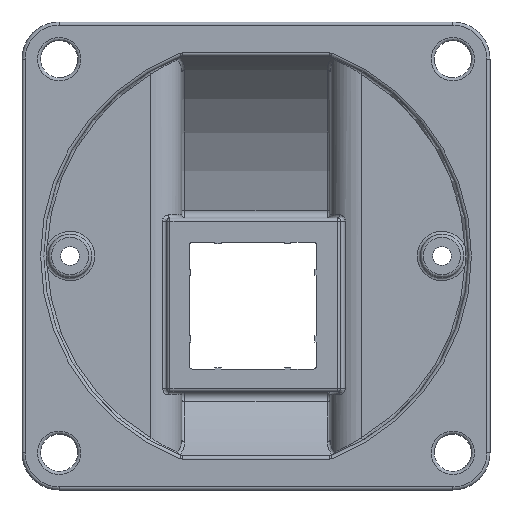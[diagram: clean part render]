
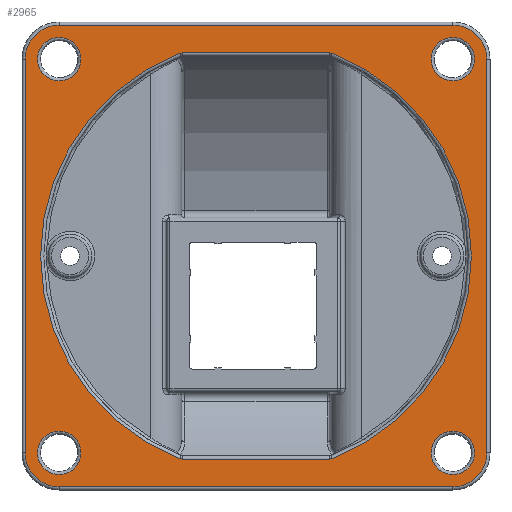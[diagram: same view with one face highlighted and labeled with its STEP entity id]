
A CAD part, front view. The second image highlights one B-rep face of the part: STEP entity #2965.
In plain terms, the highlighted planar face has unit normal (0, -1, 0).
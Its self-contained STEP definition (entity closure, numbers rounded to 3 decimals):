
#2750=CARTESIAN_POINT('',(70.5,0.0,63.5));
#2751=VERTEX_POINT('',#2750);
#2752=CARTESIAN_POINT('',(63.5,0.0,63.5));
#2753=DIRECTION('',(0.0,-1.0,0.0));
#2754=DIRECTION('',(-1.0,0.0,0.0));
#2755=AXIS2_PLACEMENT_3D('',#2752,#2753,#2754);
#2756=CIRCLE('',#2755,7.);
#2757=EDGE_CURVE('',#2751,#2751,#2756,.T.);
#2782=CARTESIAN_POINT('',(0.0,0.0,0.0));
#2783=DIRECTION('',(0.0,1.0,0.0));
#2784=DIRECTION('',(0.0,0.0,1.0));
#2785=AXIS2_PLACEMENT_3D('',#2782,#2783,#2784);
#2786=PLANE('',#2785);
#2787=CARTESIAN_POINT('',(74.5,0.0,-63.5));
#2788=VERTEX_POINT('',#2787);
#2789=CARTESIAN_POINT('',(63.5,0.0,-74.5));
#2790=VERTEX_POINT('',#2789);
#2791=CARTESIAN_POINT('',(63.5,0.0,-63.5));
#2792=DIRECTION('',(0.0,1.0,0.0));
#2793=DIRECTION('',(0.707,0.0,-0.707));
#2794=AXIS2_PLACEMENT_3D('',#2791,#2792,#2793);
#2795=CIRCLE('',#2794,11.0);
#2796=EDGE_CURVE('',#2788,#2790,#2795,.T.);
#2797=ORIENTED_EDGE('',*,*,#2796,.F.);
#2798=CARTESIAN_POINT('',(74.5,0.0,63.5));
#2799=VERTEX_POINT('',#2798);
#2800=CARTESIAN_POINT('',(74.5,0.0,63.5));
#2801=DIRECTION('',(0.0,0.0,-1.0));
#2802=VECTOR('',#2801,127.);
#2803=LINE('',#2800,#2802);
#2804=EDGE_CURVE('',#2799,#2788,#2803,.T.);
#2805=ORIENTED_EDGE('',*,*,#2804,.F.);
#2806=CARTESIAN_POINT('',(63.5,0.0,74.5));
#2807=VERTEX_POINT('',#2806);
#2808=CARTESIAN_POINT('',(63.5,0.0,63.5));
#2809=DIRECTION('',(0.0,1.0,0.0));
#2810=DIRECTION('',(0.707,0.0,0.707));
#2811=AXIS2_PLACEMENT_3D('',#2808,#2809,#2810);
#2812=CIRCLE('',#2811,11.0);
#2813=EDGE_CURVE('',#2807,#2799,#2812,.T.);
#2814=ORIENTED_EDGE('',*,*,#2813,.F.);
#2815=CARTESIAN_POINT('',(-63.5,0.0,74.5));
#2816=VERTEX_POINT('',#2815);
#2817=CARTESIAN_POINT('',(-63.5,0.0,74.5));
#2818=DIRECTION('',(1.0,0.0,0.0));
#2819=VECTOR('',#2818,127.);
#2820=LINE('',#2817,#2819);
#2821=EDGE_CURVE('',#2816,#2807,#2820,.T.);
#2822=ORIENTED_EDGE('',*,*,#2821,.F.);
#2823=CARTESIAN_POINT('',(-74.5,0.0,63.5));
#2824=VERTEX_POINT('',#2823);
#2825=CARTESIAN_POINT('',(-63.5,0.0,63.5));
#2826=DIRECTION('',(0.0,1.0,0.0));
#2827=DIRECTION('',(-0.707,0.0,0.707));
#2828=AXIS2_PLACEMENT_3D('',#2825,#2826,#2827);
#2829=CIRCLE('',#2828,11.0);
#2830=EDGE_CURVE('',#2824,#2816,#2829,.T.);
#2831=ORIENTED_EDGE('',*,*,#2830,.F.);
#2832=CARTESIAN_POINT('',(-74.5,0.0,-63.5));
#2833=VERTEX_POINT('',#2832);
#2834=CARTESIAN_POINT('',(-74.5,0.0,-63.5));
#2835=DIRECTION('',(0.0,0.0,1.0));
#2836=VECTOR('',#2835,127.);
#2837=LINE('',#2834,#2836);
#2838=EDGE_CURVE('',#2833,#2824,#2837,.T.);
#2839=ORIENTED_EDGE('',*,*,#2838,.F.);
#2840=CARTESIAN_POINT('',(-63.5,0.0,-74.5));
#2841=VERTEX_POINT('',#2840);
#2842=CARTESIAN_POINT('',(-63.5,0.0,-63.5));
#2843=DIRECTION('',(0.0,1.0,0.0));
#2844=DIRECTION('',(-0.707,0.0,-0.707));
#2845=AXIS2_PLACEMENT_3D('',#2842,#2843,#2844);
#2846=CIRCLE('',#2845,11.0);
#2847=EDGE_CURVE('',#2841,#2833,#2846,.T.);
#2848=ORIENTED_EDGE('',*,*,#2847,.F.);
#2849=CARTESIAN_POINT('',(63.5,0.0,-74.5));
#2850=DIRECTION('',(-1.0,0.0,0.0));
#2851=VECTOR('',#2850,127.);
#2852=LINE('',#2849,#2851);
#2853=EDGE_CURVE('',#2790,#2841,#2852,.T.);
#2854=ORIENTED_EDGE('',*,*,#2853,.F.);
#2855=EDGE_LOOP('',(#2797,#2805,#2814,#2822,#2831,#2839,#2848,#2854));
#2856=FACE_OUTER_BOUND('',#2855,.T.);
#2857=CARTESIAN_POINT('',(-56.5,0.0,63.5));
#2858=VERTEX_POINT('',#2857);
#2859=CARTESIAN_POINT('',(-63.5,0.0,63.5));
#2860=DIRECTION('',(0.0,-1.0,0.0));
#2861=DIRECTION('',(-1.0,0.0,0.0));
#2862=AXIS2_PLACEMENT_3D('',#2859,#2860,#2861);
#2863=CIRCLE('',#2862,7.);
#2864=EDGE_CURVE('',#2858,#2858,#2863,.T.);
#2865=ORIENTED_EDGE('',*,*,#2864,.F.);
#2866=EDGE_LOOP('',(#2865));
#2867=FACE_BOUND('',#2866,.T.);
#2868=CARTESIAN_POINT('',(70.5,0.0,-63.5));
#2869=VERTEX_POINT('',#2868);
#2870=CARTESIAN_POINT('',(63.5,0.0,-63.5));
#2871=DIRECTION('',(0.0,-1.0,0.0));
#2872=DIRECTION('',(-1.0,0.0,0.0));
#2873=AXIS2_PLACEMENT_3D('',#2870,#2871,#2872);
#2874=CIRCLE('',#2873,7.);
#2875=EDGE_CURVE('',#2869,#2869,#2874,.T.);
#2876=ORIENTED_EDGE('',*,*,#2875,.F.);
#2877=EDGE_LOOP('',(#2876));
#2878=FACE_BOUND('',#2877,.T.);
#2879=CARTESIAN_POINT('',(23.816,0.0,-65.5));
#2880=VERTEX_POINT('',#2879);
#2881=CARTESIAN_POINT('',(24.531,0.0,-65.368));
#2882=VERTEX_POINT('',#2881);
#2883=CARTESIAN_POINT('',(23.816,0.0,-63.5));
#2884=DIRECTION('',(0.0,-1.0,0.0));
#2885=DIRECTION('',(0.182,0.0,-0.983));
#2886=AXIS2_PLACEMENT_3D('',#2883,#2884,#2885);
#2887=CIRCLE('',#2886,2.);
#2888=EDGE_CURVE('',#2880,#2882,#2887,.T.);
#2889=ORIENTED_EDGE('',*,*,#2888,.F.);
#2890=CARTESIAN_POINT('',(-23.816,0.0,-65.5));
#2891=VERTEX_POINT('',#2890);
#2892=CARTESIAN_POINT('',(-23.816,0.0,-65.5));
#2893=DIRECTION('',(1.0,0.0,0.0));
#2894=VECTOR('',#2893,47.632);
#2895=LINE('',#2892,#2894);
#2896=EDGE_CURVE('',#2891,#2880,#2895,.T.);
#2897=ORIENTED_EDGE('',*,*,#2896,.F.);
#2898=CARTESIAN_POINT('',(-24.531,0.0,-65.368));
#2899=VERTEX_POINT('',#2898);
#2900=CARTESIAN_POINT('',(-23.816,0.0,-63.5));
#2901=DIRECTION('',(0.0,-1.0,0.0));
#2902=DIRECTION('',(-0.182,0.0,-0.983));
#2903=AXIS2_PLACEMENT_3D('',#2900,#2901,#2902);
#2904=CIRCLE('',#2903,2.);
#2905=EDGE_CURVE('',#2899,#2891,#2904,.T.);
#2906=ORIENTED_EDGE('',*,*,#2905,.F.);
#2907=CARTESIAN_POINT('',(-24.531,0.0,65.368));
#2908=VERTEX_POINT('',#2907);
#2909=CARTESIAN_POINT('',(0.494,0.0,0.));
#2910=DIRECTION('',(0.0,-1.0,0.0));
#2911=DIRECTION('',(-1.0,0.0,0.0));
#2912=AXIS2_PLACEMENT_3D('',#2909,#2910,#2911);
#2913=CIRCLE('',#2912,69.994);
#2914=EDGE_CURVE('',#2908,#2899,#2913,.T.);
#2915=ORIENTED_EDGE('',*,*,#2914,.F.);
#2916=CARTESIAN_POINT('',(-23.816,0.0,65.5));
#2917=VERTEX_POINT('',#2916);
#2918=CARTESIAN_POINT('',(-23.816,0.0,63.5));
#2919=DIRECTION('',(0.0,-1.0,0.0));
#2920=DIRECTION('',(-0.182,0.0,0.983));
#2921=AXIS2_PLACEMENT_3D('',#2918,#2919,#2920);
#2922=CIRCLE('',#2921,2.);
#2923=EDGE_CURVE('',#2917,#2908,#2922,.T.);
#2924=ORIENTED_EDGE('',*,*,#2923,.F.);
#2925=CARTESIAN_POINT('',(23.816,0.0,65.5));
#2926=VERTEX_POINT('',#2925);
#2927=CARTESIAN_POINT('',(23.816,0.0,65.5));
#2928=DIRECTION('',(-1.0,0.0,0.0));
#2929=VECTOR('',#2928,47.632);
#2930=LINE('',#2927,#2929);
#2931=EDGE_CURVE('',#2926,#2917,#2930,.T.);
#2932=ORIENTED_EDGE('',*,*,#2931,.F.);
#2933=CARTESIAN_POINT('',(24.531,0.0,65.368));
#2934=VERTEX_POINT('',#2933);
#2935=CARTESIAN_POINT('',(23.816,0.0,63.5));
#2936=DIRECTION('',(0.0,-1.0,0.0));
#2937=DIRECTION('',(0.182,0.0,0.983));
#2938=AXIS2_PLACEMENT_3D('',#2935,#2936,#2937);
#2939=CIRCLE('',#2938,2.);
#2940=EDGE_CURVE('',#2934,#2926,#2939,.T.);
#2941=ORIENTED_EDGE('',*,*,#2940,.F.);
#2942=CARTESIAN_POINT('',(-0.494,0.0,0.0));
#2943=DIRECTION('',(0.0,-1.0,0.0));
#2944=DIRECTION('',(1.0,0.0,0.0));
#2945=AXIS2_PLACEMENT_3D('',#2942,#2943,#2944);
#2946=CIRCLE('',#2945,69.994);
#2947=EDGE_CURVE('',#2882,#2934,#2946,.T.);
#2948=ORIENTED_EDGE('',*,*,#2947,.F.);
#2949=EDGE_LOOP('',(#2889,#2897,#2906,#2915,#2924,#2932,#2941,#2948));
#2950=FACE_BOUND('',#2949,.T.);
#2951=CARTESIAN_POINT('',(-56.5,0.0,-63.5));
#2952=VERTEX_POINT('',#2951);
#2953=CARTESIAN_POINT('',(-63.5,0.0,-63.5));
#2954=DIRECTION('',(0.0,-1.0,0.0));
#2955=DIRECTION('',(-1.0,0.0,0.0));
#2956=AXIS2_PLACEMENT_3D('',#2953,#2954,#2955);
#2957=CIRCLE('',#2956,7.);
#2958=EDGE_CURVE('',#2952,#2952,#2957,.T.);
#2959=ORIENTED_EDGE('',*,*,#2958,.F.);
#2960=EDGE_LOOP('',(#2959));
#2961=FACE_BOUND('',#2960,.T.);
#2962=ORIENTED_EDGE('',*,*,#2757,.F.);
#2963=EDGE_LOOP('',(#2962));
#2964=FACE_BOUND('',#2963,.T.);
#2965=ADVANCED_FACE('',(#2856,#2867,#2878,#2950,#2961,#2964),#2786,.F.);
